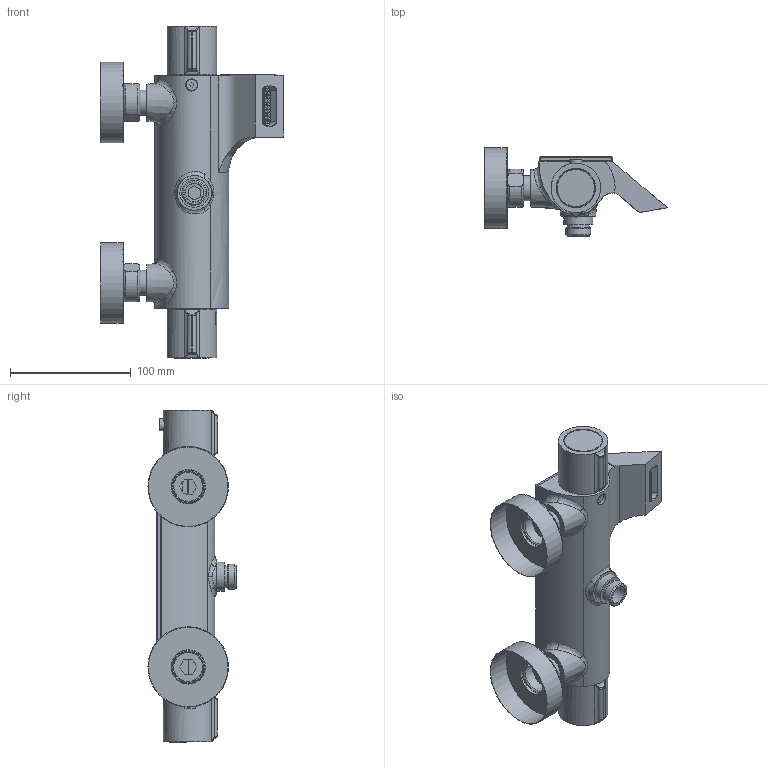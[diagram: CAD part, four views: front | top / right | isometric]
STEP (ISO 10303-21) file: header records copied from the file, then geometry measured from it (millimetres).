
FILE_DESCRIPTION (( 'STEP AP203' ), '1' );
FILE_NAME ('21CP03638.STEP', '2021-05-12T09:47:16', ( '' ), ( '' ), 'SwSTEP 2.0', 'SolidWorks 2021', '' );
FILE_SCHEMA (( 'CONFIG_CONTROL_DESIGN' ));
Length unit declared in the file: millimetre
Products named in the file (1): 21CP03638
Bounding box: 151.04 x 72.8 x 274.42 mm (x, y, z)
Volume: 287037.5 mm3; surface area: 206335.8 mm2
Topology: 18 solids, 18 shells, 1603 faces, 4069 edges, 2519 vertices
Faces by surface type: cylinder 555, plane 547, bspline 326, cone 119, torus 52, sphere 4
Full cylindrical faces by diameter (mm): 3.1 x2, 3.3 x1, 4.15 x1, 4.5 x1, 4.65 x1, 5.8 x7, 6 x1, 9.8 x2, 10 x1, 10.1 x1, 15 x5, 16.2 x2, 18 x2, 18.2 x2, 18.3 x2, 18.5 x2, 19 x1, 20 x2, 20.5 x2, 20.65 x2, 20.8 x2, 21 x2, 21.5 x1, 24 x4, 24.4 x1, 24.5 x2, 25.6 x4, 26.4 x2, 28 x2, 28.6 x2
Entity records: 72539 total; most frequent: CARTESIAN_POINT 37871, ORIENTED_EDGE 7634, DIRECTION 6344, EDGE_CURVE 3817, VERTEX_POINT 2442, AXIS2_PLACEMENT_3D 2329, EDGE_LOOP 1867, FACE_OUTER_BOUND 1694
